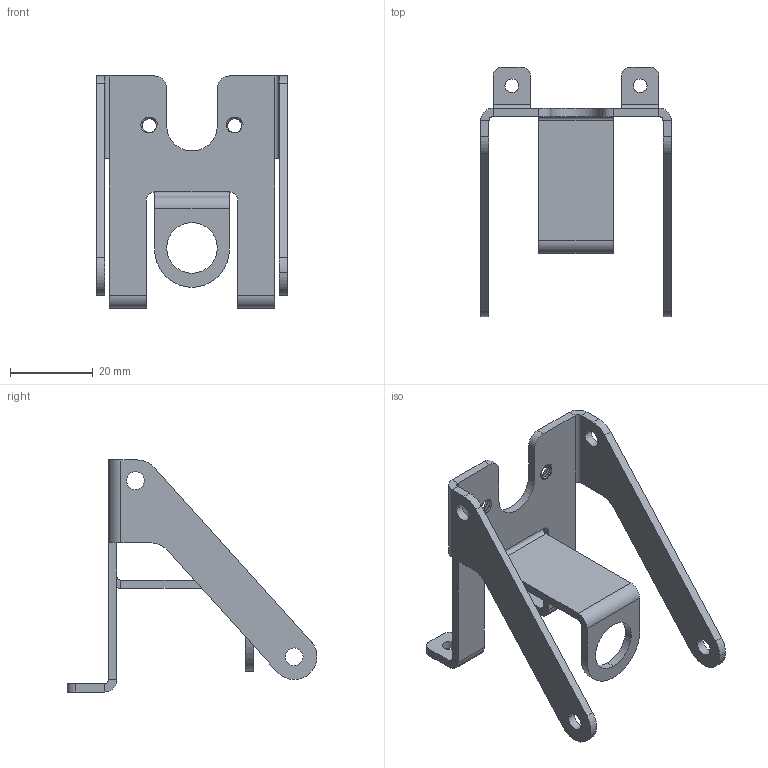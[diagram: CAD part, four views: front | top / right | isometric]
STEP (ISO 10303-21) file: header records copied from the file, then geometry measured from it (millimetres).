
FILE_DESCRIPTION (( 'STEP AP203' ), '1' );
FILE_NAME ('Hotend Mount.STEP', '2018-10-06T00:09:33', ( '' ), ( '' ), 'SwSTEP 2.0', 'SolidWorks 2018', '' );
FILE_SCHEMA (( 'CONFIG_CONTROL_DESIGN' ));
Length unit declared in the file: millimetre
Products named in the file (1): Hotend Mount
Bounding box: 46 x 60.3 x 56 mm (x, y, z)
Volume: 7915.6 mm3; surface area: 9515.7 mm2
Topology: 1 solids, 1 shells, 118 faces, 300 edges, 184 vertices
Faces by surface type: cylinder 60, plane 52, bspline 6
Entity records: 5683 total; most frequent: CARTESIAN_POINT 2787, ORIENTED_EDGE 600, DIRECTION 578, EDGE_CURVE 300, AXIS2_PLACEMENT_3D 209, VERTEX_POINT 184, LINE 160, VECTOR 160
